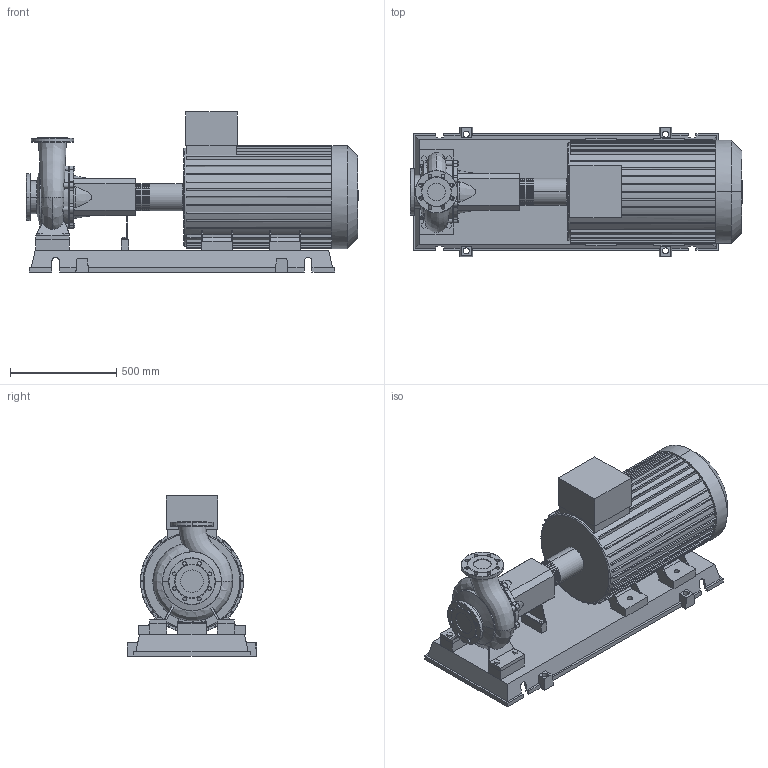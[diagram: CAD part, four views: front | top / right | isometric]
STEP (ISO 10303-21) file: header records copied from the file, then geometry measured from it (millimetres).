
FILE_DESCRIPTION((''),'2;1');
FILE_NAME('3d_NL80_250-55-2-05-4109280.stp','2015-03-03T07:54:35',(''),(''),'Mechanical Desktop 2009','Mechanical Desktop 2009',', , ');
FILE_SCHEMA(('CONFIG_CONTROL_DESIGN'));
Length unit declared in the file: millimetre
Products named in the file (1): Product
Bounding box: 1565 x 610 x 755 mm (x, y, z)
Volume: 195531254.9 mm3; surface area: 6106386 mm2
Topology: 14 solids, 14 shells, 869 faces, 2324 edges, 1528 vertices
Faces by surface type: plane 455, cylinder 233, bspline 153, cone 14, torus 14
Full cylindrical faces by diameter (mm): 277 x1
Entity records: 31680 total; most frequent: CARTESIAN_POINT 9740, ORIENTED_EDGE 4650, DIRECTION 4420, EDGE_CURVE 2325, VERTEX_POINT 1526, AXIS2_PLACEMENT_3D 1488, VECTOR 1444, LINE 1444
